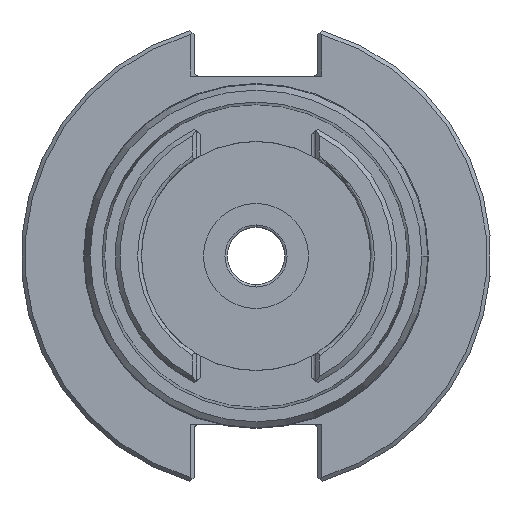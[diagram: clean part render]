
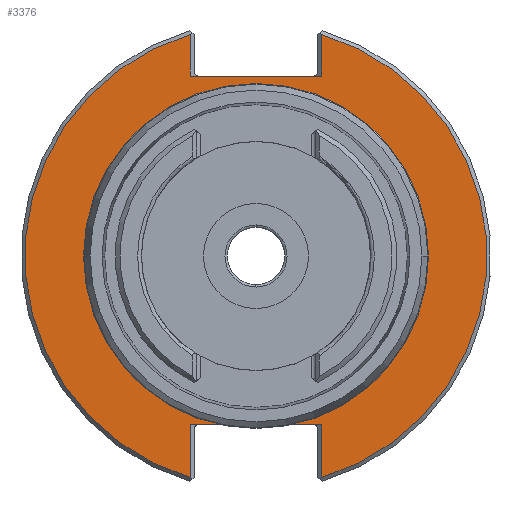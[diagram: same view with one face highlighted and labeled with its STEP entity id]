
A CAD part, front view. The second image highlights one B-rep face of the part: STEP entity #3376.
In plain terms, the highlighted planar face has unit normal (0, -1, 0).
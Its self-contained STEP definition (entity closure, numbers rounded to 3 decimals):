
#413=DIRECTION('',(0.,0.,1.));
#414=VECTOR('',#413,11.115);
#415=CARTESIAN_POINT('',(-13.753,102.95,-46.415));
#416=LINE('',#415,#414);
#740=DIRECTION('',(0.,0.,1.));
#741=VECTOR('',#740,8.715);
#742=CARTESIAN_POINT('',(13.755,102.95,37.7));
#743=LINE('',#742,#741);
#991=DIRECTION('',(0.,0.,-1.));
#992=VECTOR('',#991,11.115);
#993=CARTESIAN_POINT('',(13.755,102.95,-35.3));
#994=LINE('',#993,#992);
#1002=DIRECTION('',(1.,0.,0.));
#1003=VECTOR('',#1002,27.51);
#1004=CARTESIAN_POINT('',(-13.755,102.95,37.7));
#1005=LINE('',#1004,#1003);
#1006=DIRECTION('',(1.,0.,0.));
#1007=VECTOR('',#1006,27.51);
#1008=CARTESIAN_POINT('',(-13.755,102.95,-35.3));
#1009=LINE('',#1008,#1007);
#1010=CARTESIAN_POINT('',(0.,102.95,0.));
#1011=DIRECTION('',(0.,-1.,0.));
#1012=DIRECTION('',(0.,0.,-1.));
#1013=AXIS2_PLACEMENT_3D('',#1010,#1011,#1012);
#1015=CARTESIAN_POINT('',(0.,102.95,0.));
#1016=DIRECTION('',(0.,-1.,0.));
#1017=DIRECTION('',(0.,0.,1.));
#1018=AXIS2_PLACEMENT_3D('',#1015,#1016,#1017);
#1025=CARTESIAN_POINT('',(0.,102.95,0.));
#1026=DIRECTION('',(0.,-1.,0.));
#1027=DIRECTION('',(-0.284,0.,0.959));
#1028=AXIS2_PLACEMENT_3D('',#1025,#1026,#1027);
#1064=DIRECTION('',(0.,0.,-1.));
#1065=VECTOR('',#1064,8.715);
#1066=CARTESIAN_POINT('',(-13.753,102.95,46.415));
#1067=LINE('',#1066,#1065);
#1080=CARTESIAN_POINT('',(0.,102.95,0.));
#1081=DIRECTION('',(0.,-1.,0.));
#1082=DIRECTION('',(0.284,0.,-0.959));
#1083=AXIS2_PLACEMENT_3D('',#1080,#1081,#1082);
#1846=CARTESIAN_POINT('',(0.,102.95,-34.925));
#1847=CARTESIAN_POINT('',(0.,102.95,34.925));
#1848=VERTEX_POINT('',#1846);
#1849=VERTEX_POINT('',#1847);
#1896=CARTESIAN_POINT('',(13.755,102.95,37.7));
#1897=CARTESIAN_POINT('',(13.753,102.95,46.415));
#1898=VERTEX_POINT('',#1896);
#1899=VERTEX_POINT('',#1897);
#1900=CARTESIAN_POINT('',(13.755,102.95,-35.3));
#1901=CARTESIAN_POINT('',(13.753,102.95,-46.415));
#1902=VERTEX_POINT('',#1900);
#1903=VERTEX_POINT('',#1901);
#1912=CARTESIAN_POINT('',(-13.753,102.95,-46.415));
#1913=CARTESIAN_POINT('',(-13.755,102.95,-35.3));
#1914=VERTEX_POINT('',#1912);
#1915=VERTEX_POINT('',#1913);
#1916=CARTESIAN_POINT('',(-13.753,102.95,46.415));
#1917=CARTESIAN_POINT('',(-13.755,102.95,37.7));
#1918=VERTEX_POINT('',#1916);
#1919=VERTEX_POINT('',#1917);
#3352=CARTESIAN_POINT('',(0.,102.95,0.));
#3353=DIRECTION('',(0.,-1.,0.));
#3354=DIRECTION('',(0.,0.,-1.));
#3355=AXIS2_PLACEMENT_3D('',#3352,#3353,#3354);
#3356=PLANE('',#3355);
#3357=ORIENTED_EDGE('',*,*,#2754,.F.);
#3359=ORIENTED_EDGE('',*,*,#3358,.F.);
#3361=ORIENTED_EDGE('',*,*,#3360,.T.);
#3362=ORIENTED_EDGE('',*,*,#2995,.T.);
#3363=ORIENTED_EDGE('',*,*,#3096,.T.);
#3365=ORIENTED_EDGE('',*,*,#3364,.F.);
#3366=ORIENTED_EDGE('',*,*,#3343,.F.);
#3367=ORIENTED_EDGE('',*,*,#2729,.F.);
#3368=EDGE_LOOP('',(#3357,#3359,#3361,#3362,#3363,#3365,#3366,#3367));
#3369=FACE_OUTER_BOUND('',#3368,.F.);
#3371=ORIENTED_EDGE('',*,*,#3370,.T.);
#3373=ORIENTED_EDGE('',*,*,#3372,.T.);
#3374=EDGE_LOOP('',(#3371,#3373));
#3375=FACE_BOUND('',#3374,.F.);
#3376=ADVANCED_FACE('',(#3369,#3375),#3356,.T.);
#1014=CIRCLE('',#1013,34.925);
#1019=CIRCLE('',#1018,34.925);
#1029=CIRCLE('',#1028,48.41);
#1084=CIRCLE('',#1083,48.41);
#2729=EDGE_CURVE('',#1915,#1902,#1009,.T.);
#2754=EDGE_CURVE('',#1914,#1915,#416,.T.);
#2995=EDGE_CURVE('',#1919,#1898,#1005,.T.);
#3096=EDGE_CURVE('',#1898,#1899,#743,.T.);
#3343=EDGE_CURVE('',#1902,#1903,#994,.T.);
#3358=EDGE_CURVE('',#1918,#1914,#1029,.T.);
#3360=EDGE_CURVE('',#1918,#1919,#1067,.T.);
#3364=EDGE_CURVE('',#1903,#1899,#1084,.T.);
#3370=EDGE_CURVE('',#1848,#1849,#1014,.T.);
#3372=EDGE_CURVE('',#1849,#1848,#1019,.T.);
